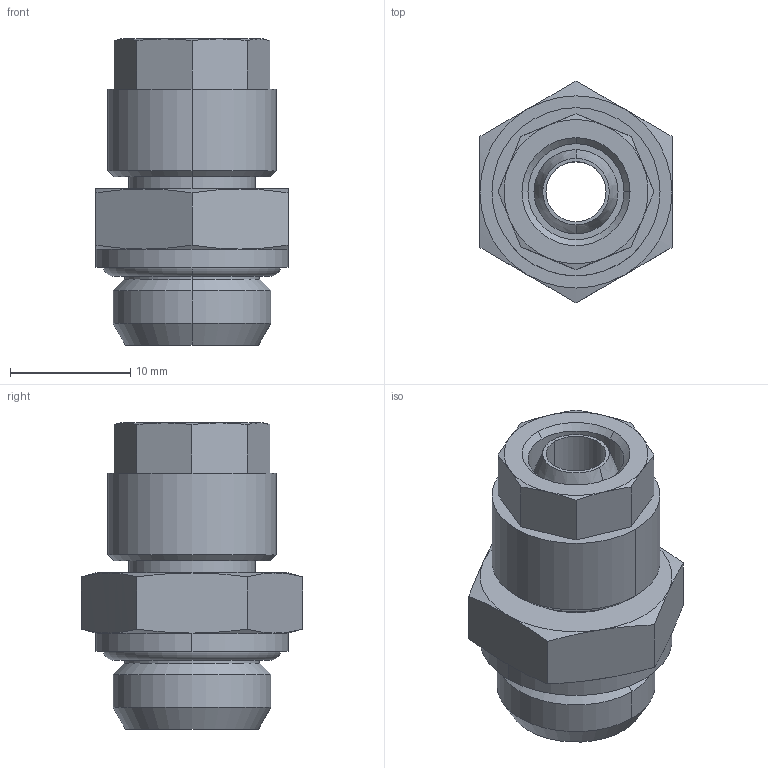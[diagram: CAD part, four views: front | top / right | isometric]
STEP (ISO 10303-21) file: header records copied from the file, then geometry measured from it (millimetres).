
FILE_DESCRIPTION(/* description */ ('VariCAD 2016-1.04 AP-214'),/* implementation_level */ '2;1');
FILE_NAME(/* name */ 'ck_146_msv.stp',/* time_stamp */ '2016-06-16T09:34:46+02:00',/* author */ (''),/* organization */ (''),/* preprocessor_version */ 'ST-DEVELOPER v14',/* originating_system */ 'VariCAD 2016-1.04; kernel version (20130303)',/* authorisation */ '');
FILE_SCHEMA (('AUTOMOTIVE_DESIGN'));
Length unit declared in the file: millimetre
Products named in the file (4): ck_146_msv; ck_146_msv<3>; ck_146_msv<2>; ck_146_msv<1>
Assembly tree (3 placements, depth 2):
  ck_146_msv
    ck_146_msv<3>
    ck_146_msv<2>
    ck_146_msv<1>
Bounding box: 16 x 18.48 x 25.5 mm (x, y, z)
Volume: 3038.3 mm3; surface area: 3170.4 mm2
Topology: 3 solids, 3 shells, 100 faces, 218 edges, 128 vertices
Faces by surface type: cone 44, plane 24, cylinder 22, torus 10
Entity records: 2977 total; most frequent: CARTESIAN_POINT 656, DIRECTION 508, ORIENTED_EDGE 436, AXIS2_PLACEMENT_3D 220, EDGE_CURVE 218, VERTEX_POINT 128, EDGE_LOOP 110, CIRCLE 110
